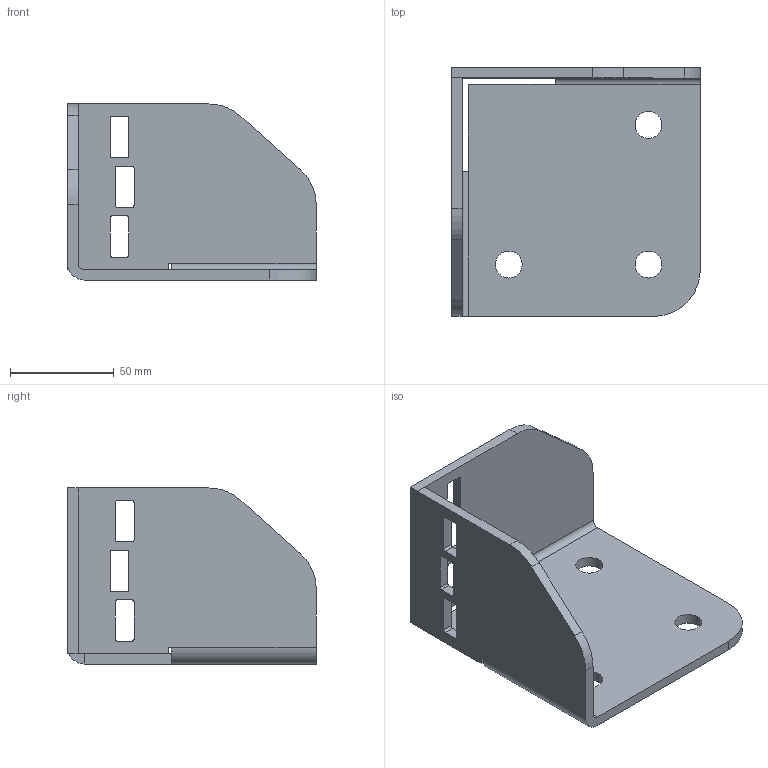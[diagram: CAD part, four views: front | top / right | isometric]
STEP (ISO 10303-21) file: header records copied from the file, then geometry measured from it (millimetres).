
FILE_DESCRIPTION (( 'STEP AP203' ), '1' );
FILE_NAME ('408520017_c_1.STEP', '2022-12-12T13:17:55', ( '' ), ( '' ), 'SwSTEP 2.0', 'SolidWorks 2014', '' );
FILE_SCHEMA (( 'CONFIG_CONTROL_DESIGN' ));
Length unit declared in the file: millimetre
Products named in the file (1): 408520017_c_1
Bounding box: 120 x 120 x 85 mm (x, y, z)
Volume: 144165.6 mm3; surface area: 64623.6 mm2
Topology: 1 solids, 1 shells, 87 faces, 247 edges, 162 vertices
Faces by surface type: plane 48, cylinder 39
Entity records: 2948 total; most frequent: DIRECTION 501, CARTESIAN_POINT 497, ORIENTED_EDGE 494, EDGE_CURVE 247, VECTOR 169, LINE 169, AXIS2_PLACEMENT_3D 166, VERTEX_POINT 162
